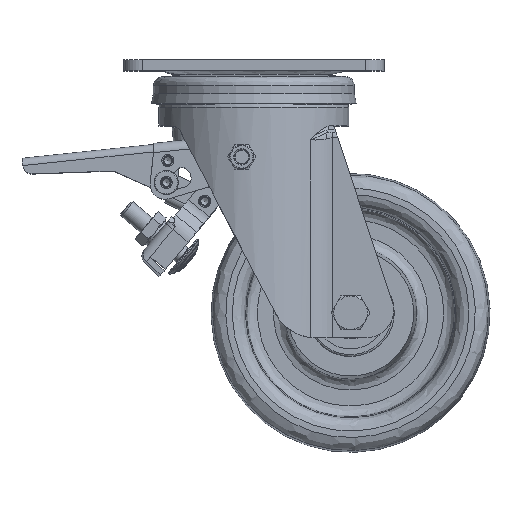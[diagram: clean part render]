
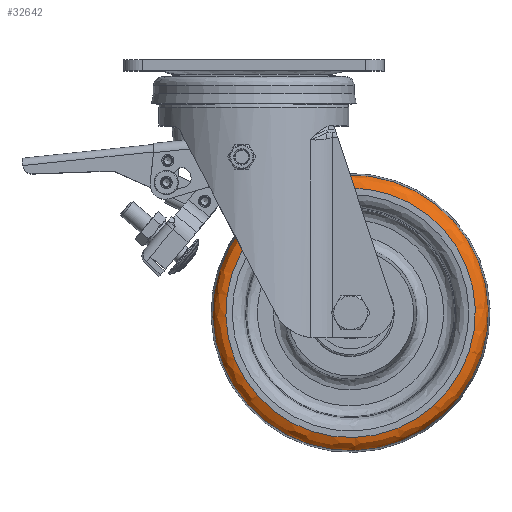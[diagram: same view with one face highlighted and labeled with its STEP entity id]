
A CAD part, top view. The second image highlights one B-rep face of the part: STEP entity #32642.
In plain terms, the highlighted free-form (B-spline) face has degree [3, 3] with [4, 7] control points.
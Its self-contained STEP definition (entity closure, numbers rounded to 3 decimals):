
#1283 = CARTESIAN_POINT ( 'NONE',  ( 67.079, -190.894, 19.694 ) ) ;
#1402 = VERTEX_POINT ( 'NONE', #10775 ) ;
#1575 = CARTESIAN_POINT ( 'NONE',  ( -108.113, -76.847, 16.007 ) ) ;
#4020 = AXIS2_PLACEMENT_3D ( 'NONE', #10394, #23847, #27660 ) ;
#4380 = CARTESIAN_POINT ( 'NONE',  ( 36.921, -46.986, 19.694 ) ) ;
#4530 = CARTESIAN_POINT ( 'NONE',  ( 36.815, -46.476, 16.007 ) ) ;
#4666 = CARTESIAN_POINT ( 'NONE',  ( 180.83, -16.828, 19.694 ) ) ;
#7182 = CARTESIAN_POINT ( 'NONE',  ( 38.245, -53.3, 22.445 ) ) ;
#10394 = CARTESIAN_POINT ( 'NONE',  ( 52., -118.94, 22.445 ) ) ;
#10775 = CARTESIAN_POINT ( 'NONE',  ( 36.815, -46.476, 16.007 ) ) ;
#11353 = CARTESIAN_POINT ( 'NONE',  ( 38.245, -53.3, 22.445 ) ) ;
#11414 = FACE_OUTER_BOUND ( 'NONE', #25200, .T. ) ;
#11487 = CARTESIAN_POINT ( 'NONE',  ( 36.815, -46.476, 16.007 ) ) ;
#11535 = ORIENTED_EDGE ( 'NONE', *, *, #30915, .T. ) ;
#11633 = CARTESIAN_POINT ( 'NONE',  ( 67.185, -191.404, 16.007 ) ) ;
#12371 = CARTESIAN_POINT ( 'NONE',  ( 52., -118.94, 16.007 ) ) ;
#14255 = CIRCLE ( 'NONE', #4020, 67.066 ) ;
#14906 = CARTESIAN_POINT ( 'NONE',  ( 169.524, -25.789, 22.445 ) ) ;
#15055 = CARTESIAN_POINT ( 'NONE',  ( -76.83, -221.052, 19.694 ) ) ;
#15930 = CIRCLE ( 'NONE', #40325, 74.038 ) ;
#18309 = CARTESIAN_POINT ( 'NONE',  ( 38.245, -53.3, 22.445 ) ) ;
#19197 = DIRECTION ( 'NONE',  ( -0.205, 0.979, 0. ) ) ;
#20644 = EDGE_LOOP ( 'NONE', ( #11535 ) ) ;
#21278 = CARTESIAN_POINT ( 'NONE',  ( -65.524, -212.091, 22.445 ) ) ;
#21408 = CARTESIAN_POINT ( 'NONE',  ( 65.755, -184.58, 22.445 ) ) ;
#21554 = CARTESIAN_POINT ( 'NONE',  ( 181.743, -16.105, 16.007 ) ) ;
#23578 = VERTEX_POINT ( 'NONE', #7182 ) ;
#23847 = DIRECTION ( 'NONE',  ( 0., 0., -1. ) ) ;
#24469 = EDGE_CURVE ( 'NONE', #1402, #1402, #15930, .T. ) ;
#24644 = CARTESIAN_POINT ( 'NONE',  ( 205.072, -159.182, 22.22 ) ) ;
#24949 = CARTESIAN_POINT ( 'NONE',  ( -77.743, -221.775, 16.007 ) ) ;
#25200 = EDGE_LOOP ( 'NONE', ( #25439 ) ) ;
#25439 = ORIENTED_EDGE ( 'NONE', *, *, #24469, .F. ) ;
#27088 =( BOUNDED_SURFACE ( )  B_SPLINE_SURFACE ( 3, 3, ( 
 ( #4530, #21554, #41685, #11633, #24949, #1575, #11487 ),
 ( #4380, #4666, #28163, #1283, #15055, #28606, #28308 ),
 ( #31756, #35152, #24644, #38399, #34709, #31606, #41979 ),
 ( #11353, #14906, #38106, #21408, #21278, #38549, #18309 ) ),
 .UNSPECIFIED., .F., .T., .F. ) 
 B_SPLINE_SURFACE_WITH_KNOTS ( ( 4, 4 ),
 ( 4, 3, 4 ),
 ( 0., 1. ),
 ( 0., 0.5, 1. ),
 .UNSPECIFIED. ) 
 GEOMETRIC_REPRESENTATION_ITEM ( )  RATIONAL_B_SPLINE_SURFACE ( (
 ( 1., 0.333, 0.333, 1., 0.333, 0.333, 1.),
 ( 0.85, 0.283, 0.283, 0.85, 0.283, 0.283, 0.85),
 ( 0.85, 0.283, 0.283, 0.85, 0.283, 0.283, 0.85),
 ( 1., 0.333, 0.333, 1., 0.333, 0.333, 1.) ) ) 
 REPRESENTATION_ITEM ( '' )  SURFACE ( )  );
#27660 = DIRECTION ( 'NONE',  ( -0.205, 0.979, 0. ) ) ;
#28163 = CARTESIAN_POINT ( 'NONE',  ( 210.988, -160.737, 19.694 ) ) ;
#28308 = CARTESIAN_POINT ( 'NONE',  ( 36.921, -46.986, 19.694 ) ) ;
#28606 = CARTESIAN_POINT ( 'NONE',  ( -106.988, -77.143, 19.694 ) ) ;
#30915 = EDGE_CURVE ( 'NONE', #23578, #23578, #14255, .T. ) ;
#31606 = CARTESIAN_POINT ( 'NONE',  ( -101.072, -78.698, 22.22 ) ) ;
#31756 = CARTESIAN_POINT ( 'NONE',  ( 37.482, -49.663, 22.22 ) ) ;
#32642 = ADVANCED_FACE ( 'NONE', ( #11414, #38395 ), #27088, .T. ) ;
#34709 = CARTESIAN_POINT ( 'NONE',  ( -72.037, -217.252, 22.22 ) ) ;
#35152 = CARTESIAN_POINT ( 'NONE',  ( 176.037, -20.628, 22.22 ) ) ;
#38106 = CARTESIAN_POINT ( 'NONE',  ( 197.035, -157.069, 22.445 ) ) ;
#38395 = FACE_OUTER_BOUND ( 'NONE', #20644, .T. ) ;
#38399 = CARTESIAN_POINT ( 'NONE',  ( 66.518, -188.217, 22.22 ) ) ;
#38549 = CARTESIAN_POINT ( 'NONE',  ( -93.035, -80.811, 22.445 ) ) ;
#39432 = DIRECTION ( 'NONE',  ( 0., 0., -1. ) ) ;
#40325 = AXIS2_PLACEMENT_3D ( 'NONE', #12371, #39432, #19197 ) ;
#41685 = CARTESIAN_POINT ( 'NONE',  ( 212.113, -161.033, 16.007 ) ) ;
#41979 = CARTESIAN_POINT ( 'NONE',  ( 37.482, -49.663, 22.22 ) ) ;
